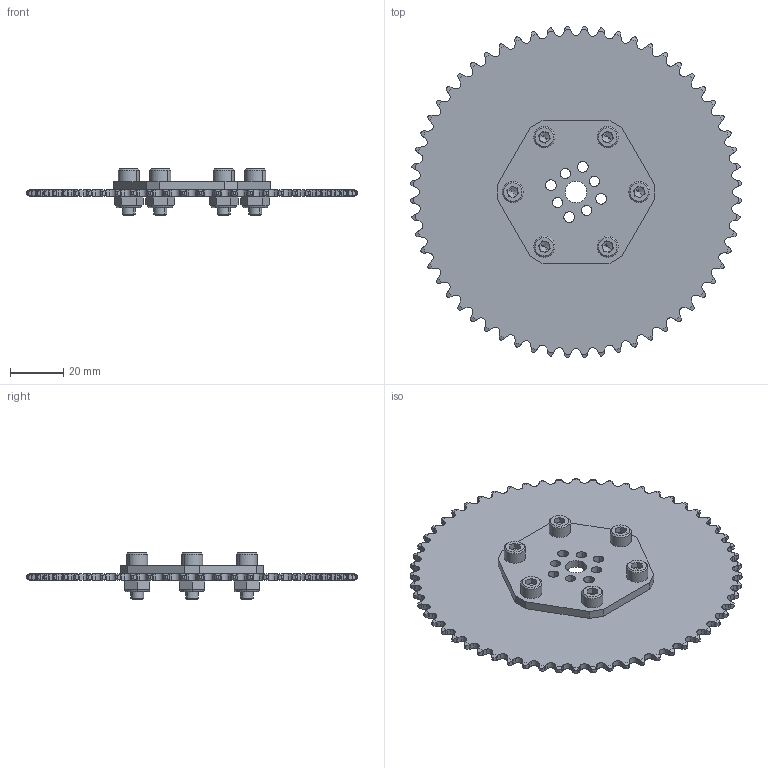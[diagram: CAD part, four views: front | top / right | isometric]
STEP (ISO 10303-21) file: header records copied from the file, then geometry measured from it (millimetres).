
FILE_DESCRIPTION (( 'STEP AP214' ), '1' );
FILE_NAME ('am-3465 60t Samurai Sprocket.STEP', '2016-10-14T14:49:34', ( '' ), ( '' ), 'SwSTEP 2.0', 'SolidWorks 2014', '' );
FILE_SCHEMA (( 'AUTOMOTIVE_DESIGN' ));
Length unit declared in the file: inch
Products named in the file (5): 10-32 Nylock Jam Nut_90633A411; 10-32x0500_shcs_HX-SHCS 0.19-32x1.375x1-C; FTC Conversion Plate REV 2; S25-60L; am-3465 60t Samurai Sprocket
Assembly tree (14 placements, depth 2):
  am-3465 60t Samurai Sprocket
    S25-60L
    FTC Conversion Plate REV 2
    10-32x0500_shcs_HX-SHCS 0.19-32x1.375x1-C  x6
    10-32 Nylock Jam Nut_90633A411  x6
Bounding box: 124.84 x 124.84 x 17.53 mm (x, y, z)
Volume: 35587.2 mm3; surface area: 34629.9 mm2
Topology: 20 solids, 20 shells, 1341 faces, 3465 edges, 2176 vertices
Faces by surface type: cylinder 605, cone 390, plane 298, torus 48
Entity records: 28356 total; most frequent: CARTESIAN_POINT 7307, ORIENTED_EDGE 4596, DIRECTION 4194, EDGE_CURVE 2298, AXIS2_PLACEMENT_3D 1640, VERTEX_POINT 1511, VECTOR 914, LINE 914
